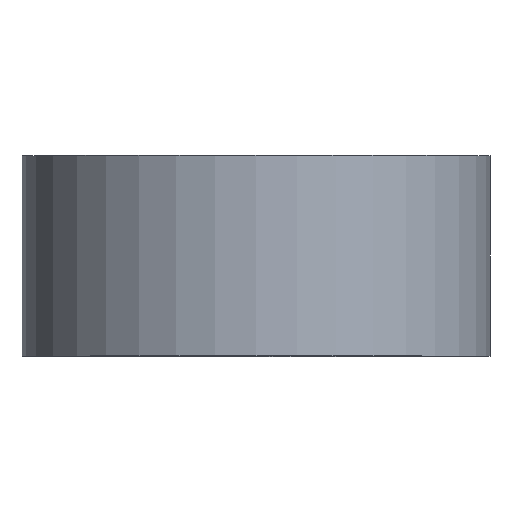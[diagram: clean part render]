
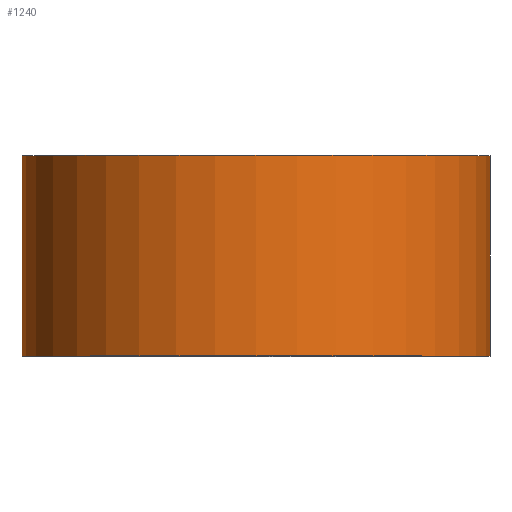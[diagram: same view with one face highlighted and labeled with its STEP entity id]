
A CAD part, top view. The second image highlights one B-rep face of the part: STEP entity #1240.
In plain terms, the highlighted cylindrical face has radius 28 mm (diameter 56 mm), a partial arc.
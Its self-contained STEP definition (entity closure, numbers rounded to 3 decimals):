
#13 = ORIENTED_EDGE ( 'NONE', *, *, #624, .F. ) ;
#38 = CARTESIAN_POINT ( 'NONE',  ( 28., 0., 0. ) ) ;
#99 = VERTEX_POINT ( 'NONE', #827 ) ;
#105 = ORIENTED_EDGE ( 'NONE', *, *, #1123, .T. ) ;
#135 = CIRCLE ( 'NONE', #154, 28. ) ;
#154 = AXIS2_PLACEMENT_3D ( 'NONE', #230, #541, #930 ) ;
#166 = CARTESIAN_POINT ( 'NONE',  ( -28., 24., 0. ) ) ;
#200 = ORIENTED_EDGE ( 'NONE', *, *, #221, .T. ) ;
#221 = EDGE_CURVE ( 'NONE', #604, #99, #938, .T. ) ;
#230 = CARTESIAN_POINT ( 'NONE',  ( 0., 0., 0. ) ) ;
#358 = EDGE_CURVE ( 'NONE', #1236, #909, #698, .T. ) ;
#383 = ORIENTED_EDGE ( 'NONE', *, *, #358, .F. ) ;
#464 = CARTESIAN_POINT ( 'NONE',  ( 0., 24., 0. ) ) ;
#471 = CIRCLE ( 'NONE', #1243, 28. ) ;
#535 = CARTESIAN_POINT ( 'NONE',  ( 28., 24., 0. ) ) ;
#541 = DIRECTION ( 'NONE',  ( 0., 1., 0. ) ) ;
#569 = EDGE_LOOP ( 'NONE', ( #105, #200, #13, #383 ) ) ;
#601 = AXIS2_PLACEMENT_3D ( 'NONE', #833, #1212, #1004 ) ;
#604 = VERTEX_POINT ( 'NONE', #38 ) ;
#623 = CARTESIAN_POINT ( 'NONE',  ( -28., 0., 0. ) ) ;
#624 = EDGE_CURVE ( 'NONE', #909, #99, #471, .T. ) ;
#630 = DIRECTION ( 'NONE',  ( 0., 1., 0. ) ) ;
#698 = LINE ( 'NONE', #1162, #932 ) ;
#827 = CARTESIAN_POINT ( 'NONE',  ( 28., 24., 0. ) ) ;
#833 = CARTESIAN_POINT ( 'NONE',  ( 0., 24., 0. ) ) ;
#904 = CYLINDRICAL_SURFACE ( 'NONE', #601, 28. ) ;
#909 = VERTEX_POINT ( 'NONE', #166 ) ;
#930 = DIRECTION ( 'NONE',  ( -1., 0., 0. ) ) ;
#932 = VECTOR ( 'NONE', #998, 1000. ) ;
#938 = LINE ( 'NONE', #535, #1126 ) ;
#998 = DIRECTION ( 'NONE',  ( 0., 1., 0. ) ) ;
#1004 = DIRECTION ( 'NONE',  ( -1., 0., 0. ) ) ;
#1009 = FACE_OUTER_BOUND ( 'NONE', #569, .T. ) ;
#1122 = DIRECTION ( 'NONE',  ( -1., 0., 0. ) ) ;
#1123 = EDGE_CURVE ( 'NONE', #1236, #604, #135, .T. ) ;
#1126 = VECTOR ( 'NONE', #630, 1000. ) ;
#1162 = CARTESIAN_POINT ( 'NONE',  ( -28., 24., 0. ) ) ;
#1212 = DIRECTION ( 'NONE',  ( 0., 1., 0. ) ) ;
#1234 = DIRECTION ( 'NONE',  ( 0., 1., 0. ) ) ;
#1236 = VERTEX_POINT ( 'NONE', #623 ) ;
#1240 = ADVANCED_FACE ( 'NONE', ( #1009 ), #904, .T. ) ;
#1243 = AXIS2_PLACEMENT_3D ( 'NONE', #464, #1234, #1122 ) ;
